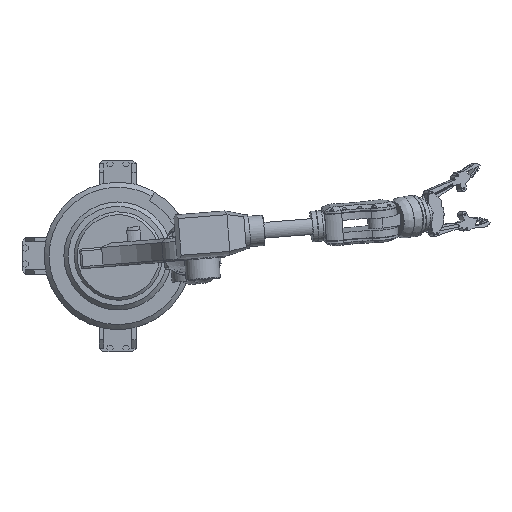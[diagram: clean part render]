
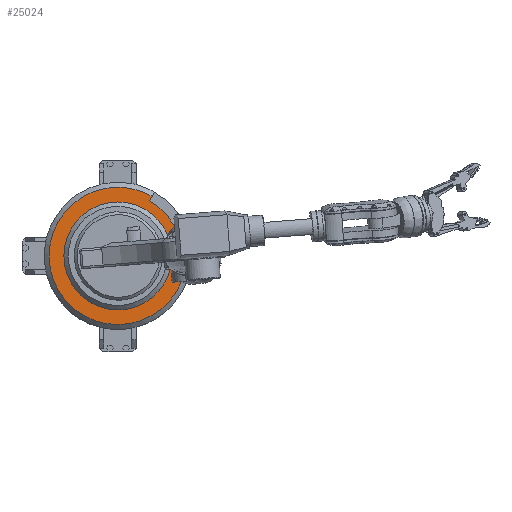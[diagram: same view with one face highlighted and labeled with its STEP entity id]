
A CAD part, top view. The second image highlights one B-rep face of the part: STEP entity #25024.
In plain terms, the highlighted planar face has unit normal (0, 0, 1).
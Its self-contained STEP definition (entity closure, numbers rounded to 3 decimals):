
#605=FACE_BOUND('',#4456,.T.);
#1973=PLANE('',#26903);
#2859=FACE_OUTER_BOUND('',#4455,.T.);
#4455=EDGE_LOOP('',(#18300,#18301,#18302,#18303));
#4456=EDGE_LOOP('',(#18304));
#6096=LINE('',#35400,#8125);
#6098=LINE('',#35406,#8127);
#8125=VECTOR('',#29167,10.);
#8127=VECTOR('',#29171,10.);
#10173=CIRCLE('',#26739,110.);
#10174=CIRCLE('',#26744,130.);
#10206=CIRCLE('',#26902,140.);
#11002=VERTEX_POINT('',#35386);
#11004=VERTEX_POINT('',#35392);
#11007=VERTEX_POINT('',#35398);
#11008=VERTEX_POINT('',#35402);
#11010=VERTEX_POINT('',#35405);
#13570=EDGE_CURVE('',#11002,#11002,#10173,.T.);
#13575=EDGE_CURVE('',#11004,#11007,#6096,.T.);
#13577=EDGE_CURVE('',#11010,#11008,#6098,.T.);
#13581=EDGE_CURVE('',#11007,#11010,#10174,.T.);
#13909=EDGE_CURVE('',#11004,#11008,#10206,.T.);
#18300=ORIENTED_EDGE('',*,*,#13577,.T.);
#18301=ORIENTED_EDGE('',*,*,#13909,.F.);
#18302=ORIENTED_EDGE('',*,*,#13575,.T.);
#18303=ORIENTED_EDGE('',*,*,#13581,.T.);
#18304=ORIENTED_EDGE('',*,*,#13570,.T.);
#25024=ADVANCED_FACE('',(#2859,#605),#1973,.T.);
#26739=AXIS2_PLACEMENT_3D('',#35388,#29157,#29158);
#26744=AXIS2_PLACEMENT_3D('',#35413,#29177,#29178);
#26902=AXIS2_PLACEMENT_3D('',#36075,#29789,#29790);
#26903=AXIS2_PLACEMENT_3D('',#36076,#29791,#29792);
#29157=DIRECTION('center_axis',(0.,0.,-1.));
#29158=DIRECTION('ref_axis',(-1.,0.,0.));
#29167=DIRECTION('',(-0.866,-0.5,0.));
#29171=DIRECTION('',(0.5,0.866,0.));
#29177=DIRECTION('center_axis',(0.,0.,1.));
#29178=DIRECTION('ref_axis',(-1.,0.,0.));
#29789=DIRECTION('center_axis',(0.,0.,-1.));
#29790=DIRECTION('ref_axis',(1.,0.,0.));
#29791=DIRECTION('center_axis',(0.,0.,1.));
#29792=DIRECTION('ref_axis',(1.,0.,0.));
#35386=CARTESIAN_POINT('',(110.,0.,75.));
#35388=CARTESIAN_POINT('Origin',(0.,0.,75.));
#35392=CARTESIAN_POINT('',(121.244,70.,75.));
#35398=CARTESIAN_POINT('',(112.583,65.,75.));
#35400=CARTESIAN_POINT('',(64.952,37.5,75.));
#35402=CARTESIAN_POINT('',(70.,121.244,75.));
#35405=CARTESIAN_POINT('',(65.,112.583,75.));
#35406=CARTESIAN_POINT('',(32.5,56.292,75.));
#35413=CARTESIAN_POINT('Origin',(0.,0.,75.));
#36075=CARTESIAN_POINT('Origin',(0.,0.,75.));
#36076=CARTESIAN_POINT('Origin',(0.,0.,75.));
